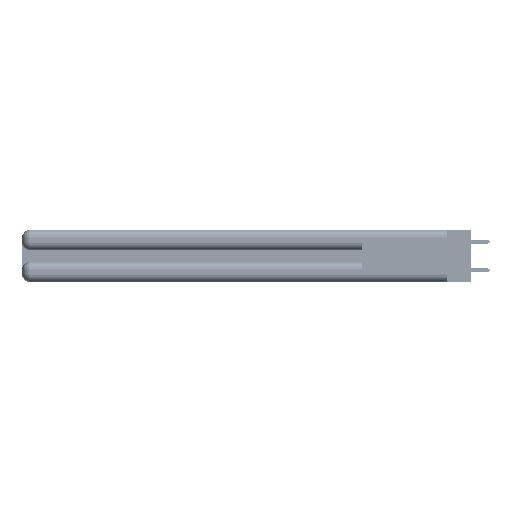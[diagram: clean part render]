
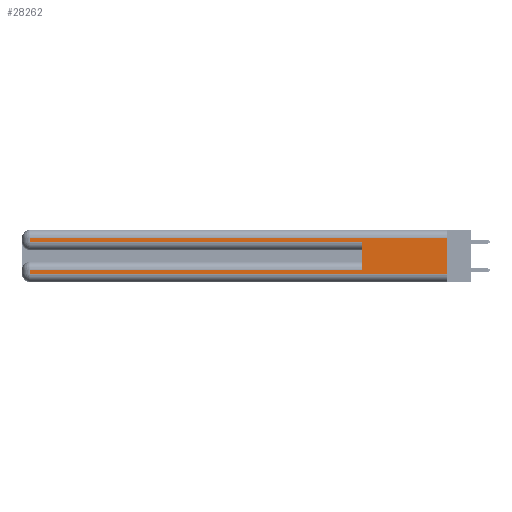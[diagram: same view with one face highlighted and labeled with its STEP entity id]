
A CAD part, left-side view. The second image highlights one B-rep face of the part: STEP entity #28262.
In plain terms, the highlighted planar face has unit normal (-1, 0, 0).
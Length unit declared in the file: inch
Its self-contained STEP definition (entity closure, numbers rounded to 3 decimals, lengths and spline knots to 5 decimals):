
#375 = VERTEX_POINT ( 'NONE', #39150 ) ;
#2731 = VERTEX_POINT ( 'NONE', #49407 ) ;
#4374 = EDGE_CURVE ( 'NONE', #36470, #36329, #5544, .T. ) ;
#4378 = ORIENTED_EDGE ( 'NONE', *, *, #21490, .T. ) ;
#4379 = FACE_OUTER_BOUND ( 'NONE', #45974, .T. ) ;
#5382 = DIRECTION ( 'NONE',  ( 0., 0., -1. ) ) ;
#5544 = LINE ( 'NONE', #7745, #35429 ) ;
#7745 = CARTESIAN_POINT ( 'NONE',  ( 0., 2.94, 0.37 ) ) ;
#8413 = ORIENTED_EDGE ( 'NONE', *, *, #30433, .T. ) ;
#9339 = CARTESIAN_POINT ( 'NONE',  ( 0., 2.94, 0.37 ) ) ;
#10186 = CARTESIAN_POINT ( 'NONE',  ( 0., 2.94, 0.06 ) ) ;
#10470 = VECTOR ( 'NONE', #16407, 39.37008 ) ;
#10613 = DIRECTION ( 'NONE',  ( 0., 1., 0. ) ) ;
#12328 = EDGE_CURVE ( 'NONE', #36329, #2731, #31065, .T. ) ;
#12510 = VECTOR ( 'NONE', #5382, 39.37008 ) ;
#12568 = CARTESIAN_POINT ( 'NONE',  ( 0., 2.94, 0.285 ) ) ;
#12668 = VECTOR ( 'NONE', #18689, 39.37008 ) ;
#15012 = VECTOR ( 'NONE', #23932, 39.37008 ) ;
#15854 = DIRECTION ( 'NONE',  ( 1., 0., 0. ) ) ;
#16407 = DIRECTION ( 'NONE',  ( 0., 0., 1. ) ) ;
#18273 = ORIENTED_EDGE ( 'NONE', *, *, #4374, .T. ) ;
#18689 = DIRECTION ( 'NONE',  ( 0., 0., -1. ) ) ;
#20009 = LINE ( 'NONE', #40708, #10470 ) ;
#20064 = EDGE_CURVE ( 'NONE', #39214, #34395, #24593, .T. ) ;
#20240 = VECTOR ( 'NONE', #35339, 39.37008 ) ;
#21490 = EDGE_CURVE ( 'NONE', #24808, #38425, #38872, .T. ) ;
#22752 = EDGE_CURVE ( 'NONE', #375, #38425, #23511, .T. ) ;
#23511 = LINE ( 'NONE', #38904, #12668 ) ;
#23932 = DIRECTION ( 'NONE',  ( 0., 1., 0. ) ) ;
#24593 = LINE ( 'NONE', #47009, #35382 ) ;
#24808 = VERTEX_POINT ( 'NONE', #10186 ) ;
#25729 = ORIENTED_EDGE ( 'NONE', *, *, #20064, .T. ) ;
#28262 = ADVANCED_FACE ( 'NONE', ( #4379 ), #40162, .F. ) ;
#28750 = ORIENTED_EDGE ( 'NONE', *, *, #12328, .T. ) ;
#30433 = EDGE_CURVE ( 'NONE', #34395, #24808, #32878, .T. ) ;
#31065 = LINE ( 'NONE', #47420, #20240 ) ;
#32299 = CARTESIAN_POINT ( 'NONE',  ( 0., 0.6, 0.085 ) ) ;
#32878 = LINE ( 'NONE', #9339, #12510 ) ;
#34395 = VERTEX_POINT ( 'NONE', #37436 ) ;
#34584 = DIRECTION ( 'NONE',  ( 0., -1., 0. ) ) ;
#34934 = ORIENTED_EDGE ( 'NONE', *, *, #47717, .T. ) ;
#35319 = LINE ( 'NONE', #48224, #15012 ) ;
#35339 = DIRECTION ( 'NONE',  ( 0., -1., 0. ) ) ;
#35382 = VECTOR ( 'NONE', #10613, 39.37008 ) ;
#35429 = VECTOR ( 'NONE', #36139, 39.37008 ) ;
#36139 = DIRECTION ( 'NONE',  ( 0., 0., -1. ) ) ;
#36329 = VERTEX_POINT ( 'NONE', #12568 ) ;
#36470 = VERTEX_POINT ( 'NONE', #37771 ) ;
#37436 = CARTESIAN_POINT ( 'NONE',  ( 0., 2.94, 0.085 ) ) ;
#37771 = CARTESIAN_POINT ( 'NONE',  ( 0., 2.94, 0.31 ) ) ;
#38425 = VERTEX_POINT ( 'NONE', #51497 ) ;
#38872 = LINE ( 'NONE', #42733, #41423 ) ;
#38904 = CARTESIAN_POINT ( 'NONE',  ( 0., 0., 0.37 ) ) ;
#38981 = ORIENTED_EDGE ( 'NONE', *, *, #48488, .F. ) ;
#39150 = CARTESIAN_POINT ( 'NONE',  ( 0., 0., 0.31 ) ) ;
#39214 = VERTEX_POINT ( 'NONE', #32299 ) ;
#40162 = PLANE ( 'NONE',  #51419 ) ;
#40708 = CARTESIAN_POINT ( 'NONE',  ( 0., 0.6, 0.145 ) ) ;
#41423 = VECTOR ( 'NONE', #34584, 39.37008 ) ;
#42733 = CARTESIAN_POINT ( 'NONE',  ( 0., 0., 0.06 ) ) ;
#44246 = DIRECTION ( 'NONE',  ( 0., 0., -1. ) ) ;
#45974 = EDGE_LOOP ( 'NONE', ( #46765, #34934, #18273, #28750, #38981, #25729, #8413, #4378 ) ) ;
#46765 = ORIENTED_EDGE ( 'NONE', *, *, #22752, .F. ) ;
#47009 = CARTESIAN_POINT ( 'NONE',  ( 0., 0., 0.085 ) ) ;
#47420 = CARTESIAN_POINT ( 'NONE',  ( 0., 0., 0.285 ) ) ;
#47717 = EDGE_CURVE ( 'NONE', #375, #36470, #35319, .T. ) ;
#48224 = CARTESIAN_POINT ( 'NONE',  ( 0., 0., 0.31 ) ) ;
#48488 = EDGE_CURVE ( 'NONE', #39214, #2731, #20009, .T. ) ;
#49407 = CARTESIAN_POINT ( 'NONE',  ( 0., 0.6, 0.285 ) ) ;
#51419 = AXIS2_PLACEMENT_3D ( 'NONE', #52202, #15854, #44246 ) ;
#51497 = CARTESIAN_POINT ( 'NONE',  ( 0., 0., 0.06 ) ) ;
#52202 = CARTESIAN_POINT ( 'NONE',  ( 0., 0., 0.37 ) ) ;
